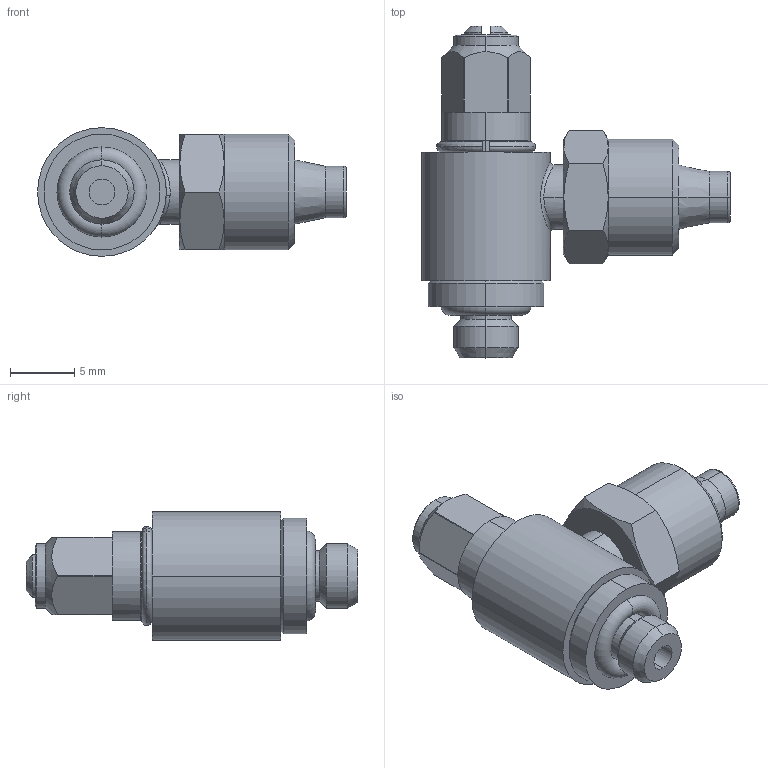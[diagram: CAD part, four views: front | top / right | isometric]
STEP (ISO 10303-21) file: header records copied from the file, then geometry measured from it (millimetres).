
FILE_DESCRIPTION (( 'STEP AP203' ), '1' );
FILE_NAME ('04100C30.STEP', '2010-04-19T11:30:04', ( '' ), ( 'sopra-pneumatic' ), 'SwSTEP 2.0', 'SolidWorks 2009', '' );
FILE_SCHEMA (( 'CONFIG_CONTROL_DESIGN' ));
Length unit declared in the file: millimetre
Products named in the file (1): 04100C30
Bounding box: 24 x 25.8 x 10 mm (x, y, z)
Volume: 1890.2 mm3; surface area: 1414 mm2
Topology: 2 solids, 4 shells, 119 faces, 260 edges, 162 vertices
Faces by surface type: plane 42, cylinder 39, cone 30, torus 6, bspline 2
Entity records: 4262 total; most frequent: CARTESIAN_POINT 1570, DIRECTION 570, ORIENTED_EDGE 520, EDGE_CURVE 260, AXIS2_PLACEMENT_3D 239, VERTEX_POINT 162, EDGE_LOOP 132, CIRCLE 121
